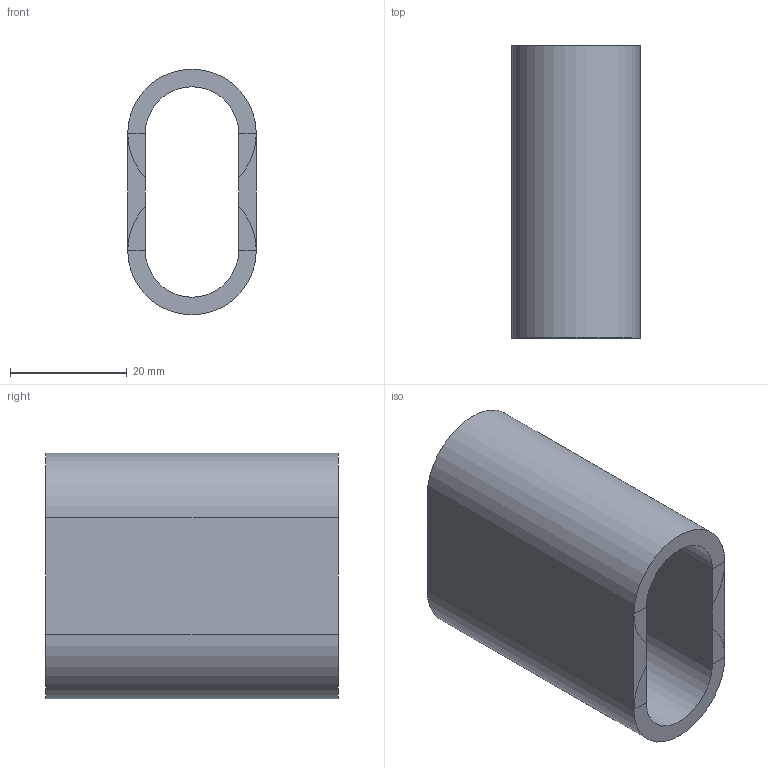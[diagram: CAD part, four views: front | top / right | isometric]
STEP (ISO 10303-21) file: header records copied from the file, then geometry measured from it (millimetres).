
FILE_DESCRIPTION(('FreeCAD Model'),'2;1');
FILE_NAME('Open CASCADE Shape Model','2024-10-16T22:36:35',(''),(''), 'Open CASCADE STEP processor 7.6','FreeCAD','Unknown');
FILE_SCHEMA(('CONFIG_CONTROL_DESIGN','SHAPE_APPEARANCE_LAYER_MIM'));
Length unit declared in the file: millimetre
Products named in the file (1): difference (Solid)
Bounding box: 22 x 50 x 42 mm (x, y, z)
Volume: 14953.5 mm3; surface area: 10567.2 mm2
Topology: 1 solids, 1 shells, 24 faces, 48 edges, 24 vertices
Faces by surface type: plane 20, cylinder 4
Entity records: 652 total; most frequent: DIRECTION 114, CARTESIAN_POINT 97, ORIENTED_EDGE 96, EDGE_CURVE 48, AXIS2_PLACEMENT_3D 41, LINE 32, VECTOR 32, ADVANCED_FACE 24
